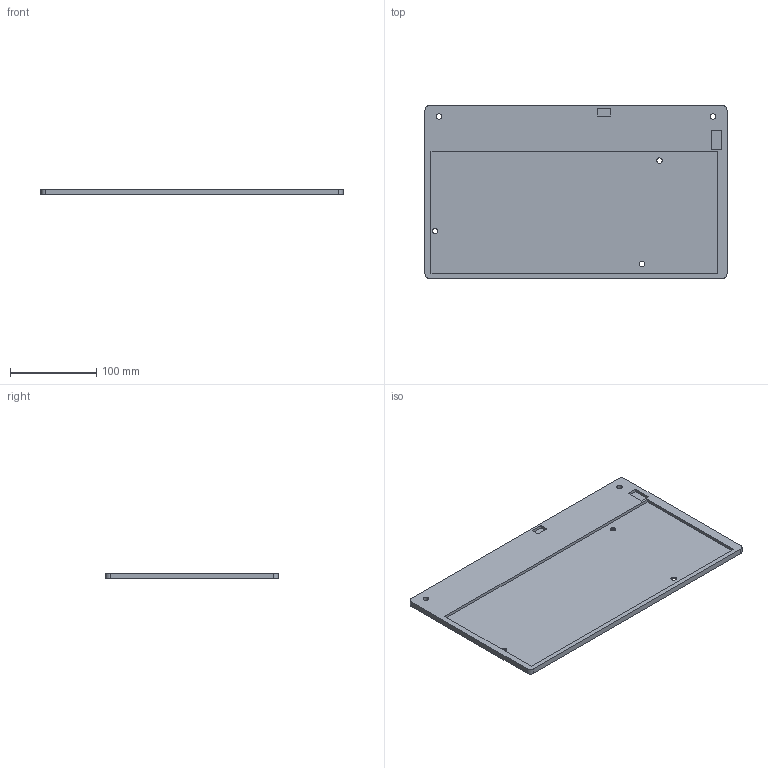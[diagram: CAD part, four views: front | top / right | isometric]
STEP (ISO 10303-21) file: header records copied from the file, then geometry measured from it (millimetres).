
FILE_DESCRIPTION(('FreeCAD Model'),'2;1');
FILE_NAME('Open CASCADE Shape Model','2024-01-09T16:10:23',(''),(''), 'Open CASCADE STEP processor 7.6','FreeCAD','Unknown');
FILE_SCHEMA(('AUTOMOTIVE_DESIGN { 1 0 10303 214 1 1 1 1 }'));
Length unit declared in the file: millimetre
Products named in the file (1): BottomLayerBody
Bounding box: 350 x 200 x 6.5 mm (x, y, z)
Volume: 288208.1 mm3; surface area: 150819.6 mm2
Topology: 1 solids, 1 shells, 39 faces, 97 edges, 63 vertices
Faces by surface type: plane 21, cylinder 13, cone 5
Full cylindrical faces by diameter (mm): 6.4 x5
Entity records: 2494 total; most frequent: CARTESIAN_POINT 448, DIRECTION 393, LINE 234, VECTOR 234, ORIENTED_EDGE 194, PCURVE 194, DEFINITIONAL_REPRESENTATION 194, EDGE_CURVE 97
